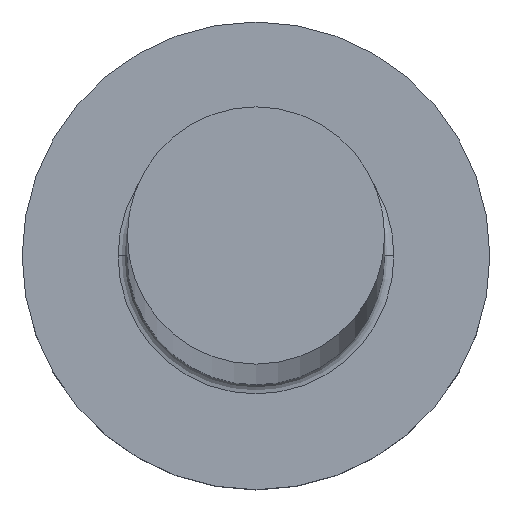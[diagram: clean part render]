
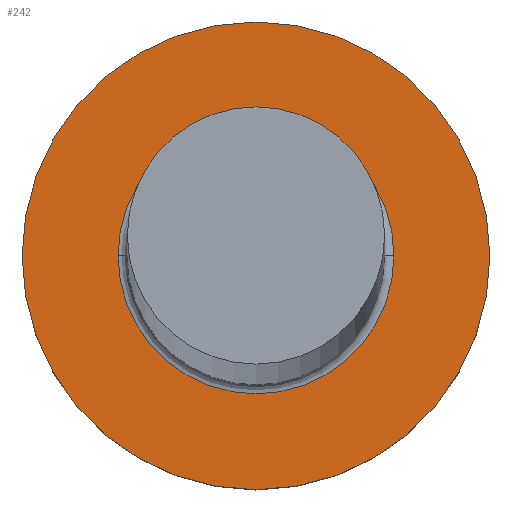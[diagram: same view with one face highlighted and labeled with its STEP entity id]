
A CAD part, top view. The second image highlights one B-rep face of the part: STEP entity #242.
In plain terms, the highlighted planar face has unit normal (0, 0, 1).
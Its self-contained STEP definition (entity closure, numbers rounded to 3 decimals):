
#1 = CARTESIAN_POINT ( 'NONE',  ( -5., 0., 3. ) ) ;
#16 = DIRECTION ( 'NONE',  ( 0., 0., 1. ) ) ;
#25 = DIRECTION ( 'NONE',  ( 1., 0., 0. ) ) ;
#37 = ORIENTED_EDGE ( 'NONE', *, *, #43, .T. ) ;
#38 = EDGE_CURVE ( 'NONE', #130, #161, #119, .T. ) ;
#43 = EDGE_CURVE ( 'NONE', #299, #277, #61, .T. ) ;
#45 = CARTESIAN_POINT ( 'NONE',  ( 0., 0., 3. ) ) ;
#46 = FACE_BOUND ( 'NONE', #291, .T. ) ;
#52 = PLANE ( 'NONE',  #153 ) ;
#53 = EDGE_CURVE ( 'NONE', #277, #299, #175, .T. ) ;
#54 = CARTESIAN_POINT ( 'NONE',  ( 5., 0., 3. ) ) ;
#61 = CIRCLE ( 'NONE', #99, 5. ) ;
#65 = AXIS2_PLACEMENT_3D ( 'NONE', #45, #106, #274 ) ;
#73 = CARTESIAN_POINT ( 'NONE',  ( 2.95, 0., 3. ) ) ;
#86 = DIRECTION ( 'NONE',  ( 1., 0., 0. ) ) ;
#92 = CARTESIAN_POINT ( 'NONE',  ( -2.95, 0., 3. ) ) ;
#99 = AXIS2_PLACEMENT_3D ( 'NONE', #205, #136, #86 ) ;
#106 = DIRECTION ( 'NONE',  ( 0., 0., -1. ) ) ;
#116 = AXIS2_PLACEMENT_3D ( 'NONE', #229, #16, #156 ) ;
#119 = CIRCLE ( 'NONE', #65, 2.95 ) ;
#125 = ORIENTED_EDGE ( 'NONE', *, *, #281, .T. ) ;
#130 = VERTEX_POINT ( 'NONE', #92 ) ;
#136 = DIRECTION ( 'NONE',  ( 0., 0., 1. ) ) ;
#138 = DIRECTION ( 'NONE',  ( 1., 0., 0. ) ) ;
#141 = DIRECTION ( 'NONE',  ( 0., 0., -1. ) ) ;
#153 = AXIS2_PLACEMENT_3D ( 'NONE', #287, #285, #138 ) ;
#156 = DIRECTION ( 'NONE',  ( 1., 0., 0. ) ) ;
#161 = VERTEX_POINT ( 'NONE', #73 ) ;
#164 = CARTESIAN_POINT ( 'NONE',  ( 0., 0., 3. ) ) ;
#174 = EDGE_LOOP ( 'NONE', ( #37, #246 ) ) ;
#175 = CIRCLE ( 'NONE', #116, 5. ) ;
#189 = FACE_OUTER_BOUND ( 'NONE', #174, .T. ) ;
#194 = ORIENTED_EDGE ( 'NONE', *, *, #38, .T. ) ;
#205 = CARTESIAN_POINT ( 'NONE',  ( 0., 0., 3. ) ) ;
#215 = CIRCLE ( 'NONE', #234, 2.95 ) ;
#229 = CARTESIAN_POINT ( 'NONE',  ( 0., 0., 3. ) ) ;
#234 = AXIS2_PLACEMENT_3D ( 'NONE', #164, #141, #25 ) ;
#242 = ADVANCED_FACE ( 'NONE', ( #46, #189 ), #52, .T. ) ;
#246 = ORIENTED_EDGE ( 'NONE', *, *, #53, .T. ) ;
#274 = DIRECTION ( 'NONE',  ( 1., 0., 0. ) ) ;
#277 = VERTEX_POINT ( 'NONE', #54 ) ;
#281 = EDGE_CURVE ( 'NONE', #161, #130, #215, .T. ) ;
#285 = DIRECTION ( 'NONE',  ( 0., 0., 1. ) ) ;
#287 = CARTESIAN_POINT ( 'NONE',  ( 0., 0., 3. ) ) ;
#291 = EDGE_LOOP ( 'NONE', ( #125, #194 ) ) ;
#299 = VERTEX_POINT ( 'NONE', #1 ) ;
